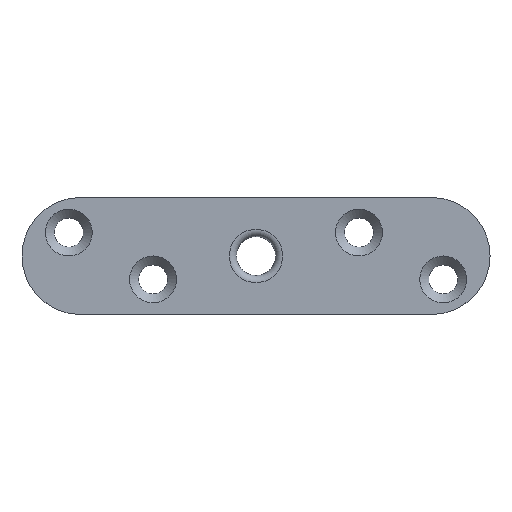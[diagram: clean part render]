
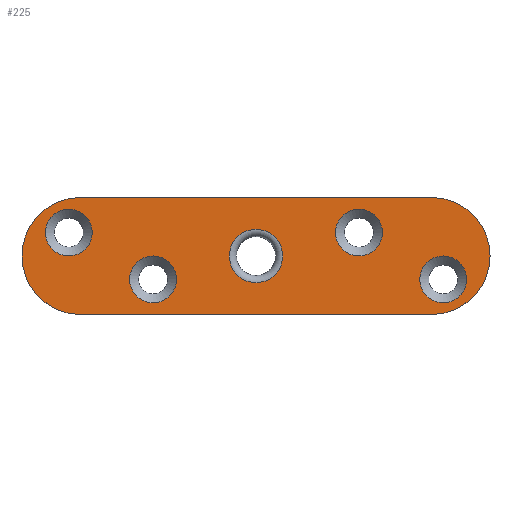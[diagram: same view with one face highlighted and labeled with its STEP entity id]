
A CAD part, top view. The second image highlights one B-rep face of the part: STEP entity #225.
In plain terms, the highlighted planar face has unit normal (0, 0, 1).
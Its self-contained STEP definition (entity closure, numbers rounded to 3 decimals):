
#84=CARTESIAN_POINT('',(5.688,0.,2.5));
#85=VERTEX_POINT('',#84);
#86=CARTESIAN_POINT('',(0.,0.,2.5));
#87=DIRECTION('',(0.0,0.0,1.0));
#88=DIRECTION('',(-1.0,0.0,0.0));
#89=AXIS2_PLACEMENT_3D('',#86,#87,#88);
#90=CIRCLE('',#89,5.688);
#91=EDGE_CURVE('',#85,#85,#90,.T.);
#137=CARTESIAN_POINT('',(0.,0.,2.5));
#138=DIRECTION('',(0.0,0.0,1.0));
#139=DIRECTION('',(1.0,0.0,0.0));
#140=AXIS2_PLACEMENT_3D('',#137,#138,#139);
#141=PLANE('',#140);
#142=CARTESIAN_POINT('',(37.5,12.5,2.5));
#143=VERTEX_POINT('',#142);
#144=CARTESIAN_POINT('',(37.5,-12.5,2.5));
#145=VERTEX_POINT('',#144);
#146=CARTESIAN_POINT('',(37.5,0.0,2.5));
#147=DIRECTION('',(0.0,0.0,-1.0));
#148=DIRECTION('',(0.0,1.0,0.0));
#149=AXIS2_PLACEMENT_3D('',#146,#147,#148);
#150=CIRCLE('',#149,12.5);
#151=EDGE_CURVE('',#143,#145,#150,.T.);
#152=ORIENTED_EDGE('',*,*,#151,.F.);
#153=CARTESIAN_POINT('',(-37.5,12.5,2.5));
#154=VERTEX_POINT('',#153);
#155=CARTESIAN_POINT('',(-37.5,12.5,2.5));
#156=DIRECTION('',(1.0,0.0,0.0));
#157=VECTOR('',#156,75.);
#158=LINE('',#155,#157);
#159=EDGE_CURVE('',#154,#143,#158,.T.);
#160=ORIENTED_EDGE('',*,*,#159,.F.);
#161=CARTESIAN_POINT('',(-37.5,-12.5,2.5));
#162=VERTEX_POINT('',#161);
#163=CARTESIAN_POINT('',(-37.5,0.,2.5));
#164=DIRECTION('',(0.0,0.0,-1.0));
#165=DIRECTION('',(0.,-1.,0.0));
#166=AXIS2_PLACEMENT_3D('',#163,#164,#165);
#167=CIRCLE('',#166,12.5);
#168=EDGE_CURVE('',#162,#154,#167,.T.);
#169=ORIENTED_EDGE('',*,*,#168,.F.);
#170=CARTESIAN_POINT('',(37.5,-12.5,2.5));
#171=DIRECTION('',(-1.0,0.0,0.0));
#172=VECTOR('',#171,75.);
#173=LINE('',#170,#172);
#174=EDGE_CURVE('',#145,#162,#173,.T.);
#175=ORIENTED_EDGE('',*,*,#174,.F.);
#176=EDGE_LOOP('',(#152,#160,#169,#175));
#177=FACE_OUTER_BOUND('',#176,.T.);
#178=CARTESIAN_POINT('',(45.,-5.,2.5));
#179=VERTEX_POINT('',#178);
#180=CARTESIAN_POINT('',(40.,-5.,2.5));
#181=DIRECTION('',(0.0,0.0,-1.0));
#182=DIRECTION('',(1.0,0.0,0.0));
#183=AXIS2_PLACEMENT_3D('',#180,#181,#182);
#184=CIRCLE('',#183,5.0);
#185=EDGE_CURVE('',#179,#179,#184,.T.);
#186=ORIENTED_EDGE('',*,*,#185,.T.);
#187=EDGE_LOOP('',(#186));
#188=FACE_BOUND('',#187,.T.);
#189=CARTESIAN_POINT('',(27.,5.,2.5));
#190=VERTEX_POINT('',#189);
#191=CARTESIAN_POINT('',(22.,5.,2.5));
#192=DIRECTION('',(0.0,0.0,-1.0));
#193=DIRECTION('',(1.0,0.0,0.0));
#194=AXIS2_PLACEMENT_3D('',#191,#192,#193);
#195=CIRCLE('',#194,5.0);
#196=EDGE_CURVE('',#190,#190,#195,.T.);
#197=ORIENTED_EDGE('',*,*,#196,.T.);
#198=EDGE_LOOP('',(#197));
#199=FACE_BOUND('',#198,.T.);
#200=CARTESIAN_POINT('',(-17.,-5.,2.5));
#201=VERTEX_POINT('',#200);
#202=CARTESIAN_POINT('',(-22.,-5.,2.5));
#203=DIRECTION('',(0.0,0.0,-1.0));
#204=DIRECTION('',(1.0,0.0,0.0));
#205=AXIS2_PLACEMENT_3D('',#202,#203,#204);
#206=CIRCLE('',#205,5.0);
#207=EDGE_CURVE('',#201,#201,#206,.T.);
#208=ORIENTED_EDGE('',*,*,#207,.T.);
#209=EDGE_LOOP('',(#208));
#210=FACE_BOUND('',#209,.T.);
#211=CARTESIAN_POINT('',(-35.,5.,2.5));
#212=VERTEX_POINT('',#211);
#213=CARTESIAN_POINT('',(-40.,5.,2.5));
#214=DIRECTION('',(0.0,0.0,-1.0));
#215=DIRECTION('',(1.0,0.0,0.0));
#216=AXIS2_PLACEMENT_3D('',#213,#214,#215);
#217=CIRCLE('',#216,5.0);
#218=EDGE_CURVE('',#212,#212,#217,.T.);
#219=ORIENTED_EDGE('',*,*,#218,.T.);
#220=EDGE_LOOP('',(#219));
#221=FACE_BOUND('',#220,.T.);
#222=ORIENTED_EDGE('',*,*,#91,.F.);
#223=EDGE_LOOP('',(#222));
#224=FACE_BOUND('',#223,.T.);
#225=ADVANCED_FACE('',(#177,#188,#199,#210,#221,#224),#141,.T.);
